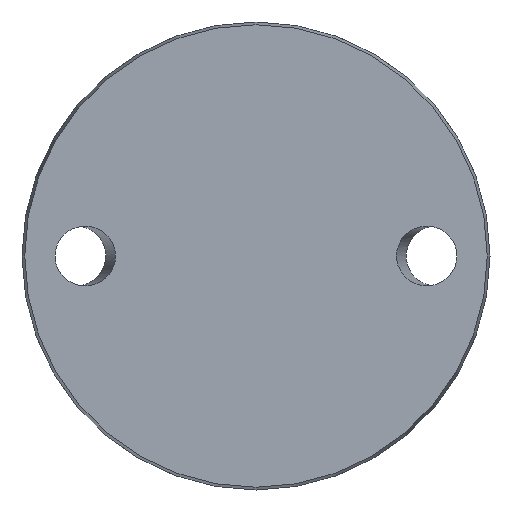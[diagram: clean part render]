
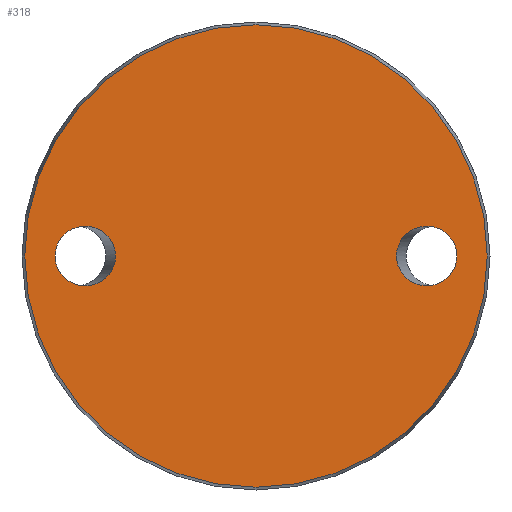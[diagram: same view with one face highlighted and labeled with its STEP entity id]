
A CAD part, front view. The second image highlights one B-rep face of the part: STEP entity #318.
In plain terms, the highlighted planar face has unit normal (0, -1, 0).
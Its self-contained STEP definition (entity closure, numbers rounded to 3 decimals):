
#34 = FACE_BOUND ( 'NONE', #520, .T. ) ;
#49 = CARTESIAN_POINT ( 'NONE',  ( 29.413, 0., 0. ) ) ;
#52 = ORIENTED_EDGE ( 'NONE', *, *, #333, .F. ) ;
#77 = EDGE_CURVE ( 'NONE', #550, #550, #224, .T. ) ;
#139 = CARTESIAN_POINT ( 'NONE',  ( -42.087, 0., 0. ) ) ;
#162 = AXIS2_PLACEMENT_3D ( 'NONE', #456, #395, #595 ) ;
#175 = CARTESIAN_POINT ( 'NONE',  ( 29.413, 0., 0. ) ) ;
#196 = FACE_OUTER_BOUND ( 'NONE', #229, .T. ) ;
#224 = CIRCLE ( 'NONE', #162, 48.425 ) ;
#229 = EDGE_LOOP ( 'NONE', ( #839 ) ) ;
#259 = CARTESIAN_POINT ( 'NONE',  ( 29.413, 0., 12.5 ) ) ;
#267 = CARTESIAN_POINT ( 'NONE',  ( -42.087, 0., 0. ) ) ;
#270 = CARTESIAN_POINT ( 'NONE',  ( 42.087, 0., 12.5 ) ) ;
#285 = CARTESIAN_POINT ( 'NONE',  ( -42.087, 0., -12.5 ) ) ;
#318 = ADVANCED_FACE ( 'NONE', ( #705, #34, #196 ), #776, .F. ) ;
#333 = EDGE_CURVE ( 'NONE', #473, #473, #757, .T. ) ;
#395 = DIRECTION ( 'NONE',  ( 0., -1., 0. ) ) ;
#414 = CARTESIAN_POINT ( 'NONE',  ( 42.087, 0., -12.5 ) ) ;
#444 = EDGE_CURVE ( 'NONE', #627, #627, #498, .T. ) ;
#456 = CARTESIAN_POINT ( 'NONE',  ( 0., 0., 0. ) ) ;
#473 = VERTEX_POINT ( 'NONE', #175 ) ;
#498 =( BOUNDED_CURVE ( )  B_SPLINE_CURVE ( 3, ( #650, #872, #938, #584, #945, #285, #139 ),
 .UNSPECIFIED., .T., .T. ) 
 B_SPLINE_CURVE_WITH_KNOTS ( ( 4, 3, 4 ),
 ( 0., 3.142, 6.283 ),
 .UNSPECIFIED. ) 
 CURVE ( )  GEOMETRIC_REPRESENTATION_ITEM ( )  RATIONAL_B_SPLINE_CURVE ( ( 1., 0.333, 0.333, 1., 0.333, 0.333, 1. ) ) 
 REPRESENTATION_ITEM ( '' )  );
#520 = EDGE_LOOP ( 'NONE', ( #52 ) ) ;
#550 = VERTEX_POINT ( 'NONE', #623 ) ;
#552 = DIRECTION ( 'NONE',  ( 0., 0., 1. ) ) ;
#561 = DIRECTION ( 'NONE',  ( 0., 1., 0. ) ) ;
#584 = CARTESIAN_POINT ( 'NONE',  ( -29.413, 0., 0. ) ) ;
#595 = DIRECTION ( 'NONE',  ( 0., 0., -1. ) ) ;
#623 = CARTESIAN_POINT ( 'NONE',  ( 0., 0., -48.425 ) ) ;
#627 = VERTEX_POINT ( 'NONE', #267 ) ;
#650 = CARTESIAN_POINT ( 'NONE',  ( -42.087, 0., 0. ) ) ;
#677 = AXIS2_PLACEMENT_3D ( 'NONE', #781, #561, #552 ) ;
#705 = FACE_BOUND ( 'NONE', #850, .T. ) ;
#708 = ORIENTED_EDGE ( 'NONE', *, *, #444, .T. ) ;
#757 =( BOUNDED_CURVE ( )  B_SPLINE_CURVE ( 3, ( #49, #846, #414, #913, #270, #259, #852 ),
 .UNSPECIFIED., .T., .F. ) 
 B_SPLINE_CURVE_WITH_KNOTS ( ( 4, 3, 4 ),
 ( 0., 3.142, 6.283 ),
 .UNSPECIFIED. ) 
 CURVE ( )  GEOMETRIC_REPRESENTATION_ITEM ( )  RATIONAL_B_SPLINE_CURVE ( ( 1., 0.333, 0.333, 1., 0.333, 0.333, 1. ) ) 
 REPRESENTATION_ITEM ( '' )  );
#776 = PLANE ( 'NONE',  #677 ) ;
#781 = CARTESIAN_POINT ( 'NONE',  ( -48.425, 0., 0. ) ) ;
#839 = ORIENTED_EDGE ( 'NONE', *, *, #77, .T. ) ;
#846 = CARTESIAN_POINT ( 'NONE',  ( 29.413, 0., -12.5 ) ) ;
#850 = EDGE_LOOP ( 'NONE', ( #708 ) ) ;
#852 = CARTESIAN_POINT ( 'NONE',  ( 29.413, 0., 0. ) ) ;
#872 = CARTESIAN_POINT ( 'NONE',  ( -42.087, 0., 12.5 ) ) ;
#913 = CARTESIAN_POINT ( 'NONE',  ( 42.087, 0., 0. ) ) ;
#938 = CARTESIAN_POINT ( 'NONE',  ( -29.413, 0., 12.5 ) ) ;
#945 = CARTESIAN_POINT ( 'NONE',  ( -29.413, 0., -12.5 ) ) ;
